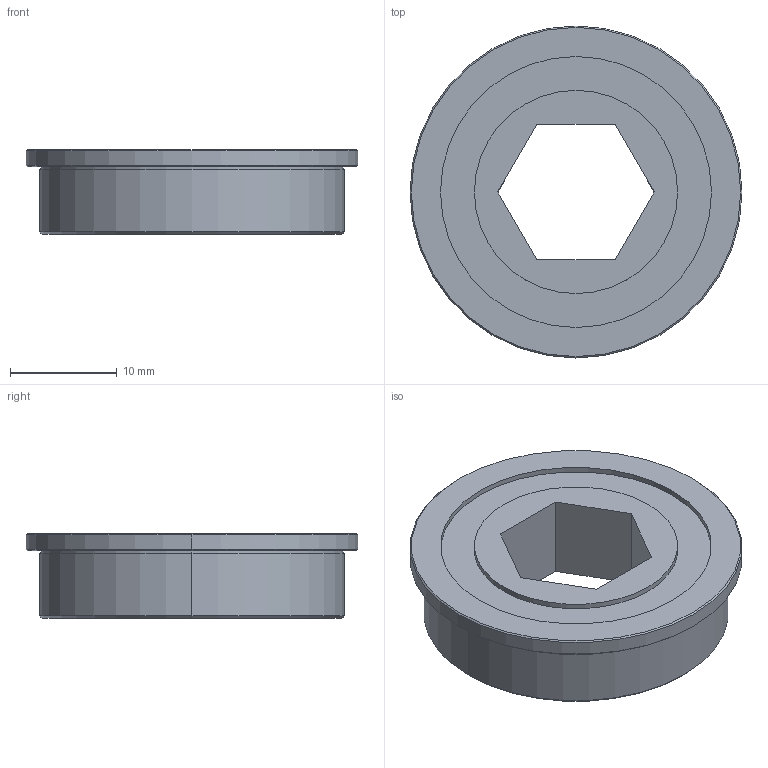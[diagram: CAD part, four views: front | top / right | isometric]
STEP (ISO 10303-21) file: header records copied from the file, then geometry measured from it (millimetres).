
FILE_DESCRIPTION (( 'STEP AP203' ), '1' );
FILE_NAME ('REV-21-1915.STEP', '2020-04-08T21:48:23', ( '' ), ( '' ), 'SwSTEP 2.0', 'SolidWorks 2019', '' );
FILE_SCHEMA (( 'CONFIG_CONTROL_DESIGN' ));
Length unit declared in the file: inch
Products named in the file (1): REV-21-1915
Bounding box: 31.11 x 31.11 x 7.95 mm (x, y, z)
Volume: 3945.8 mm3; surface area: 2453.9 mm2
Topology: 1 solids, 1 shells, 34 faces, 72 edges, 46 vertices
Faces by surface type: cylinder 14, plane 14, cone 6
Entity records: 1005 total; most frequent: DIRECTION 176, CARTESIAN_POINT 153, ORIENTED_EDGE 144, EDGE_CURVE 72, AXIS2_PLACEMENT_3D 69, VERTEX_POINT 46, EDGE_LOOP 42, LINE 38
